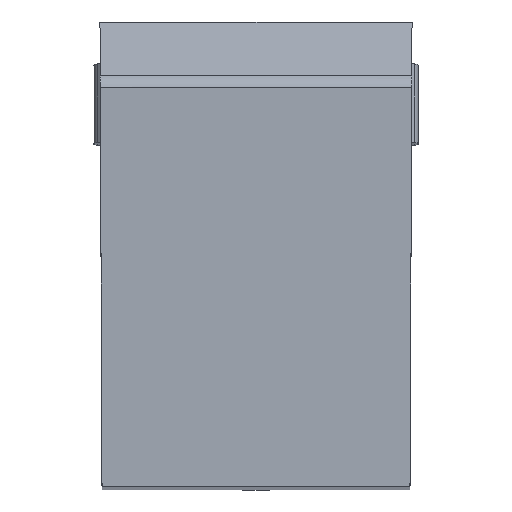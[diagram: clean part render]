
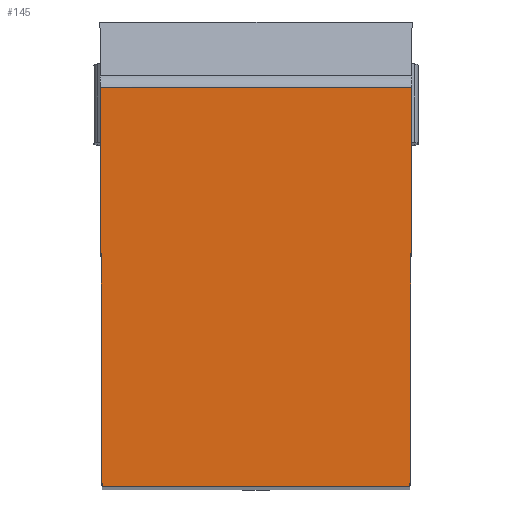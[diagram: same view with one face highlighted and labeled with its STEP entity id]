
A CAD part, top view. The second image highlights one B-rep face of the part: STEP entity #145.
In plain terms, the highlighted planar face has unit normal (0, 0, 1).
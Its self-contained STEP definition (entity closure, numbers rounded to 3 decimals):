
#119=FACE_OUTER_BOUND('',#308,.T.);
#145=ADVANCED_FACE('SHANK_FACE_BACK',(#119),#168,.F.);
#168=PLANE('',#677);
#195=LINE('',#989,#246);
#204=LINE('',#1008,#255);
#218=LINE('',#1038,#269);
#219=LINE('',#1040,#270);
#246=VECTOR('',#769,1.);
#255=VECTOR('',#780,1.);
#269=VECTOR('',#808,1.);
#270=VECTOR('',#811,1.);
#308=EDGE_LOOP('',(#414,#415,#416,#417));
#414=ORIENTED_EDGE('',*,*,#540,.F.);
#415=ORIENTED_EDGE('',*,*,#556,.T.);
#416=ORIENTED_EDGE('',*,*,#531,.T.);
#417=ORIENTED_EDGE('',*,*,#557,.F.);
#477=VERTEX_POINT('',#988);
#478=VERTEX_POINT('',#990);
#486=VERTEX_POINT('',#1007);
#487=VERTEX_POINT('',#1009);
#531=EDGE_CURVE('',#478,#477,#195,.T.);
#540=EDGE_CURVE('',#486,#487,#204,.T.);
#556=EDGE_CURVE('',#486,#478,#218,.T.);
#557=EDGE_CURVE('',#487,#477,#219,.T.);
#677=AXIS2_PLACEMENT_3D('',#1041,#812,#813);
#769=DIRECTION('',(0.004,1.,0.));
#780=DIRECTION('',(-0.004,1.,0.));
#808=DIRECTION('',(1.,0.,0.));
#811=DIRECTION('',(1.,0.,0.));
#812=DIRECTION('',(0.,0.,-1.));
#813=DIRECTION('',(0.,-1.,0.));
#988=CARTESIAN_POINT('',(0.,31.85,0.));
#989=CARTESIAN_POINT('',(-0.973,-191.233,0.));
#990=CARTESIAN_POINT('',(-0.139,0.,0.));
#1007=CARTESIAN_POINT('',(-24.736,0.,0.));
#1008=CARTESIAN_POINT('',(-23.902,-191.233,0.));
#1009=CARTESIAN_POINT('',(-24.875,31.85,0.));
#1038=CARTESIAN_POINT('',(-31.619,0.,0.));
#1040=CARTESIAN_POINT('',(-31.619,31.85,0.));
#1041=CARTESIAN_POINT('',(0.,0.,0.));
